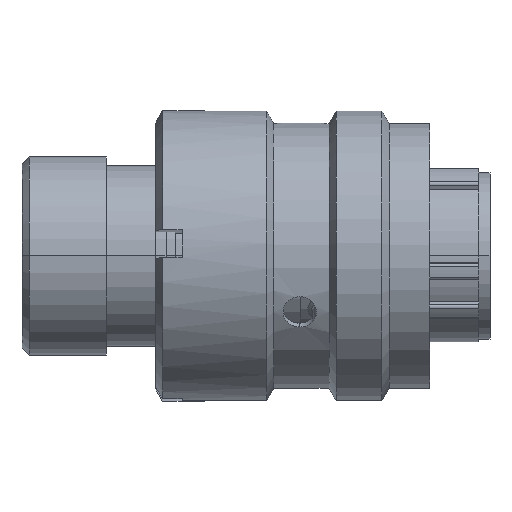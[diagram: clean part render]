
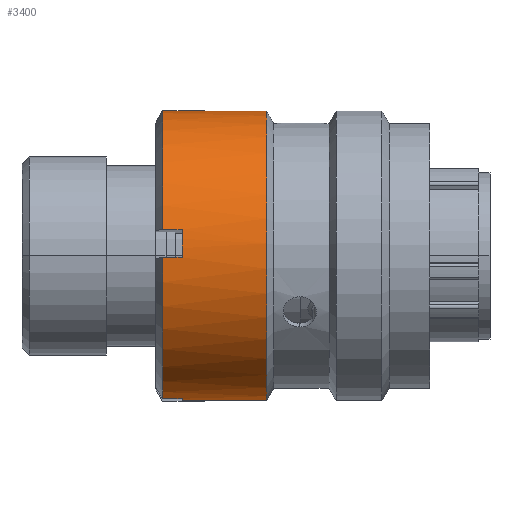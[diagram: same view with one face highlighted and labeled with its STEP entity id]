
A CAD part, top view. The second image highlights one B-rep face of the part: STEP entity #3400.
In plain terms, the highlighted cylindrical face has radius 10.35 mm (diameter 20.7 mm), a partial arc.
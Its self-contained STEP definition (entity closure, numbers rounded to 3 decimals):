
#385 = DIRECTION ( 'NONE',  ( 1., 0., 0. ) ) ;
#840 = AXIS2_PLACEMENT_3D ( 'NONE', #12410, #10146, #26637 ) ;
#1031 = CARTESIAN_POINT ( 'NONE',  ( 10.02, 0., 0. ) ) ;
#1653 = EDGE_CURVE ( 'NONE', #29623, #26016, #9580, .T. ) ;
#1779 = LINE ( 'NONE', #2663, #19090 ) ;
#1857 = EDGE_CURVE ( 'NONE', #11090, #18996, #24326, .T. ) ;
#1912 = VERTEX_POINT ( 'NONE', #6776 ) ;
#1984 = EDGE_CURVE ( 'NONE', #18935, #11448, #4255, .T. ) ;
#2663 = CARTESIAN_POINT ( 'NONE',  ( 11.42, 1.87, 10.18 ) ) ;
#2947 = EDGE_CURVE ( 'NONE', #1912, #11090, #15949, .T. ) ;
#3141 = DIRECTION ( 'NONE',  ( 0., -0.996, 0.085 ) ) ;
#3296 = CYLINDRICAL_SURFACE ( 'NONE', #23450, 10.35 ) ;
#3400 = ADVANCED_FACE ( 'NONE', ( #6668 ), #3296, .T. ) ;
#3773 = AXIS2_PLACEMENT_3D ( 'NONE', #17330, #19692, #14849 ) ;
#3872 = CARTESIAN_POINT ( 'NONE',  ( 11.42, -10.313, 0.878 ) ) ;
#4255 = LINE ( 'NONE', #21373, #22327 ) ;
#5538 = EDGE_LOOP ( 'NONE', ( #23065, #21299, #26388, #27622, #20964, #19413, #20689, #29365, #7313, #9612, #19850, #18162 ) ) ;
#5737 = DIRECTION ( 'NONE',  ( 1., 0., 0. ) ) ;
#6668 = FACE_OUTER_BOUND ( 'NONE', #5538, .T. ) ;
#6776 = CARTESIAN_POINT ( 'NONE',  ( 11.42, -0.123, 10.349 ) ) ;
#6918 = LINE ( 'NONE', #20315, #16512 ) ;
#7184 = AXIS2_PLACEMENT_3D ( 'NONE', #8776, #23123, #11143 ) ;
#7276 = CARTESIAN_POINT ( 'NONE',  ( 11.42, -10.18, 1.87 ) ) ;
#7313 = ORIENTED_EDGE ( 'NONE', *, *, #18738, .F. ) ;
#8118 = EDGE_CURVE ( 'NONE', #26016, #15337, #18694, .T. ) ;
#8350 = DIRECTION ( 'NONE',  ( -1., 0., 0. ) ) ;
#8776 = CARTESIAN_POINT ( 'NONE',  ( 17.44, 0., 0. ) ) ;
#8817 = VERTEX_POINT ( 'NONE', #15014 ) ;
#9002 = CARTESIAN_POINT ( 'NONE',  ( 11.42, -0.123, 10.349 ) ) ;
#9424 = CARTESIAN_POINT ( 'NONE',  ( 17.44, 10.313, -0.878 ) ) ;
#9467 = DIRECTION ( 'NONE',  ( 1., 0., 0. ) ) ;
#9580 = LINE ( 'NONE', #26991, #12881 ) ;
#9612 = ORIENTED_EDGE ( 'NONE', *, *, #2947, .T. ) ;
#10146 = DIRECTION ( 'NONE',  ( -1., 0., 0. ) ) ;
#11090 = VERTEX_POINT ( 'NONE', #21744 ) ;
#11143 = DIRECTION ( 'NONE',  ( 0., 0.996, -0.085 ) ) ;
#11331 = CARTESIAN_POINT ( 'NONE',  ( 29.07, 0., 0. ) ) ;
#11448 = VERTEX_POINT ( 'NONE', #9424 ) ;
#12410 = CARTESIAN_POINT ( 'NONE',  ( 11.42, 0., 0. ) ) ;
#12881 = VECTOR ( 'NONE', #8350, 1000. ) ;
#12888 = AXIS2_PLACEMENT_3D ( 'NONE', #26562, #16988, #24103 ) ;
#13387 = DIRECTION ( 'NONE',  ( 0., 0.996, -0.085 ) ) ;
#13738 = DIRECTION ( 'NONE',  ( -1., 0., 0. ) ) ;
#14007 = AXIS2_PLACEMENT_3D ( 'NONE', #18739, #27790, #20880 ) ;
#14849 = DIRECTION ( 'NONE',  ( 0., 0.085, 0.996 ) ) ;
#15014 = CARTESIAN_POINT ( 'NONE',  ( 17.44, -10.313, 0.878 ) ) ;
#15337 = VERTEX_POINT ( 'NONE', #28096 ) ;
#15439 = VERTEX_POINT ( 'NONE', #7276 ) ;
#15509 = EDGE_CURVE ( 'NONE', #28442, #15439, #16330, .T. ) ;
#15949 = LINE ( 'NONE', #9002, #21820 ) ;
#16330 = CIRCLE ( 'NONE', #840, 10.35 ) ;
#16512 = VECTOR ( 'NONE', #22268, 1000. ) ;
#16988 = DIRECTION ( 'NONE',  ( -1., 0., 0. ) ) ;
#17043 = EDGE_CURVE ( 'NONE', #15439, #18996, #6918, .T. ) ;
#17152 = EDGE_CURVE ( 'NONE', #11448, #8817, #23139, .T. ) ;
#17330 = CARTESIAN_POINT ( 'NONE',  ( 11.42, 0., 0. ) ) ;
#17908 = VERTEX_POINT ( 'NONE', #21989 ) ;
#18162 = ORIENTED_EDGE ( 'NONE', *, *, #17043, .F. ) ;
#18270 = VECTOR ( 'NONE', #9467, 1000. ) ;
#18441 = DIRECTION ( 'NONE',  ( 1., 0., 0. ) ) ;
#18694 = CIRCLE ( 'NONE', #18930, 10.35 ) ;
#18738 = EDGE_CURVE ( 'NONE', #1912, #17908, #25589, .T. ) ;
#18739 = CARTESIAN_POINT ( 'NONE',  ( 10.02, 0., 0. ) ) ;
#18930 = AXIS2_PLACEMENT_3D ( 'NONE', #1031, #5737, #3141 ) ;
#18935 = VERTEX_POINT ( 'NONE', #20047 ) ;
#18996 = VERTEX_POINT ( 'NONE', #19954 ) ;
#19090 = VECTOR ( 'NONE', #25897, 1000. ) ;
#19413 = ORIENTED_EDGE ( 'NONE', *, *, #1653, .T. ) ;
#19692 = DIRECTION ( 'NONE',  ( -1., 0., 0. ) ) ;
#19850 = ORIENTED_EDGE ( 'NONE', *, *, #1857, .T. ) ;
#19954 = CARTESIAN_POINT ( 'NONE',  ( 10.02, -10.18, 1.87 ) ) ;
#20047 = CARTESIAN_POINT ( 'NONE',  ( 11.42, 10.313, -0.878 ) ) ;
#20315 = CARTESIAN_POINT ( 'NONE',  ( 11.42, -10.18, 1.87 ) ) ;
#20689 = ORIENTED_EDGE ( 'NONE', *, *, #8118, .T. ) ;
#20880 = DIRECTION ( 'NONE',  ( 0., -0.996, 0.085 ) ) ;
#20964 = ORIENTED_EDGE ( 'NONE', *, *, #22779, .F. ) ;
#21299 = ORIENTED_EDGE ( 'NONE', *, *, #27575, .T. ) ;
#21373 = CARTESIAN_POINT ( 'NONE',  ( 29.07, 10.313, -0.878 ) ) ;
#21744 = CARTESIAN_POINT ( 'NONE',  ( 10.02, -0.123, 10.349 ) ) ;
#21820 = VECTOR ( 'NONE', #13738, 1000. ) ;
#21989 = CARTESIAN_POINT ( 'NONE',  ( 11.42, 1.87, 10.18 ) ) ;
#22268 = DIRECTION ( 'NONE',  ( -1., 0., 0. ) ) ;
#22327 = VECTOR ( 'NONE', #385, 1000. ) ;
#22779 = EDGE_CURVE ( 'NONE', #29623, #18935, #24122, .T. ) ;
#23065 = ORIENTED_EDGE ( 'NONE', *, *, #15509, .F. ) ;
#23123 = DIRECTION ( 'NONE',  ( 1., 0., 0. ) ) ;
#23139 = CIRCLE ( 'NONE', #7184, 10.35 ) ;
#23450 = AXIS2_PLACEMENT_3D ( 'NONE', #11331, #18441, #13387 ) ;
#24103 = DIRECTION ( 'NONE',  ( 0., 0.085, 0.996 ) ) ;
#24122 = CIRCLE ( 'NONE', #3773, 10.35 ) ;
#24326 = CIRCLE ( 'NONE', #14007, 10.35 ) ;
#24527 = EDGE_CURVE ( 'NONE', #17908, #15337, #1779, .T. ) ;
#25589 = CIRCLE ( 'NONE', #12888, 10.35 ) ;
#25897 = DIRECTION ( 'NONE',  ( -1., 0., 0. ) ) ;
#26016 = VERTEX_POINT ( 'NONE', #27268 ) ;
#26388 = ORIENTED_EDGE ( 'NONE', *, *, #17152, .F. ) ;
#26562 = CARTESIAN_POINT ( 'NONE',  ( 11.42, 0., 0. ) ) ;
#26637 = DIRECTION ( 'NONE',  ( 0., 0.085, 0.996 ) ) ;
#26991 = CARTESIAN_POINT ( 'NONE',  ( 11.42, 10.349, 0.123 ) ) ;
#27268 = CARTESIAN_POINT ( 'NONE',  ( 10.02, 10.349, 0.123 ) ) ;
#27575 = EDGE_CURVE ( 'NONE', #28442, #8817, #29347, .T. ) ;
#27622 = ORIENTED_EDGE ( 'NONE', *, *, #1984, .F. ) ;
#27790 = DIRECTION ( 'NONE',  ( 1., 0., 0. ) ) ;
#28056 = CARTESIAN_POINT ( 'NONE',  ( 11.42, 10.349, 0.123 ) ) ;
#28096 = CARTESIAN_POINT ( 'NONE',  ( 10.02, 1.87, 10.18 ) ) ;
#28442 = VERTEX_POINT ( 'NONE', #3872 ) ;
#29347 = LINE ( 'NONE', #30619, #18270 ) ;
#29365 = ORIENTED_EDGE ( 'NONE', *, *, #24527, .F. ) ;
#29623 = VERTEX_POINT ( 'NONE', #28056 ) ;
#30619 = CARTESIAN_POINT ( 'NONE',  ( 29.07, -10.313, 0.878 ) ) ;
